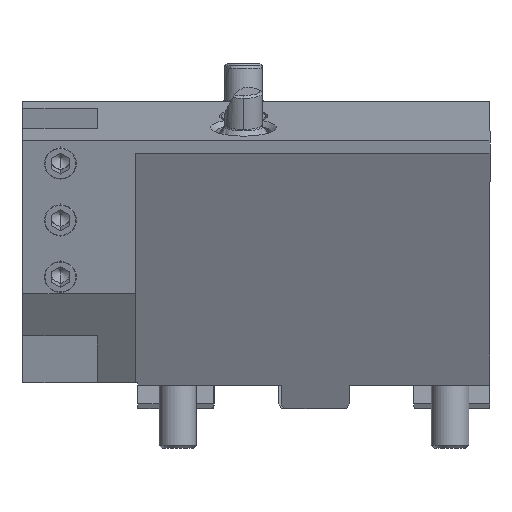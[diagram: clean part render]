
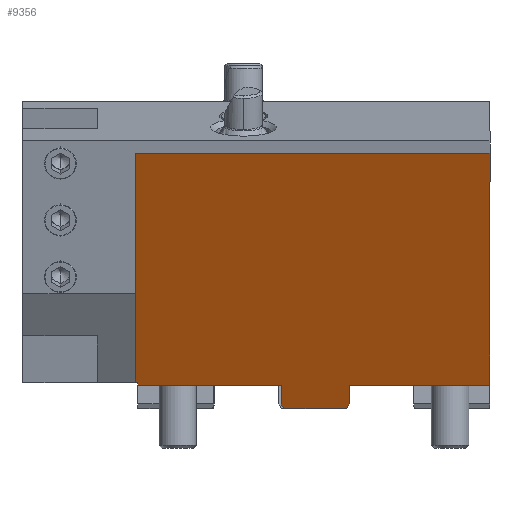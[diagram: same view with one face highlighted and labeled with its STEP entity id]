
A CAD part, front view. The second image highlights one B-rep face of the part: STEP entity #9356.
In plain terms, the highlighted planar face has unit normal (0, -0.883, -0.469).
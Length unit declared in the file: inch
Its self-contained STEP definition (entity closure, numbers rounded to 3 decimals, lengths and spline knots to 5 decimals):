
#82 = ORIENTED_EDGE ( 'NONE', *, *, #10663, .F. ) ;
#823 = CARTESIAN_POINT ( 'NONE',  ( -1.85039, -1.71063, 0. ) ) ;
#852 = LINE ( 'NONE', #17542, #6643 ) ;
#1362 = CARTESIAN_POINT ( 'NONE',  ( 2.06693, -2.74454, 1.9445 ) ) ;
#1408 = VERTEX_POINT ( 'NONE', #3225 ) ;
#2114 = DIRECTION ( 'NONE',  ( 0., -0.469, 0.883 ) ) ;
#2185 = CARTESIAN_POINT ( 'NONE',  ( -0.90551, -2.74454, 1.9445 ) ) ;
#2417 = VECTOR ( 'NONE', #3294, 39.37008 ) ;
#2562 = VECTOR ( 'NONE', #14021, 39.37008 ) ;
#2859 = EDGE_CURVE ( 'NONE', #1408, #14731, #10660, .T. ) ;
#3014 = CARTESIAN_POINT ( 'NONE',  ( 0.33769, -1.60596, -0.19685 ) ) ;
#3175 = DIRECTION ( 'NONE',  ( 0., -0.469, 0.883 ) ) ;
#3193 = EDGE_CURVE ( 'NONE', #6503, #15391, #10743, .T. ) ;
#3225 = CARTESIAN_POINT ( 'NONE',  ( 0.88563, -1.6269, -0.15748 ) ) ;
#3294 = DIRECTION ( 'NONE',  ( 1., 0., 0. ) ) ;
#3388 = CARTESIAN_POINT ( 'NONE',  ( -0.90551, -1.71063, 0. ) ) ;
#3617 = ORIENTED_EDGE ( 'NONE', *, *, #5704, .F. ) ;
#3771 = CARTESIAN_POINT ( 'NONE',  ( -0.90551, -1.71063, 0. ) ) ;
#3910 = CARTESIAN_POINT ( 'NONE',  ( 0.31496, -1.6269, -0.15748 ) ) ;
#3915 = CARTESIAN_POINT ( 'NONE',  ( 0.31496, -1.71063, 0. ) ) ;
#4360 = ORIENTED_EDGE ( 'NONE', *, *, #14620, .F. ) ;
#4467 = VECTOR ( 'NONE', #11050, 39.37008 ) ;
#4823 = VECTOR ( 'NONE', #2114, 39.37008 ) ;
#4950 = EDGE_CURVE ( 'NONE', #6055, #9745, #15743, .T. ) ;
#5317 = CARTESIAN_POINT ( 'NONE',  ( 0.33769, -1.60596, -0.19685 ) ) ;
#5505 = VECTOR ( 'NONE', #9828, 39.37008 ) ;
#5563 = ORIENTED_EDGE ( 'NONE', *, *, #2859, .F. ) ;
#5704 = EDGE_CURVE ( 'NONE', #7508, #6055, #852, .T. ) ;
#5867 = ORIENTED_EDGE ( 'NONE', *, *, #4950, .F. ) ;
#5961 = VERTEX_POINT ( 'NONE', #13534 ) ;
#6049 = CARTESIAN_POINT ( 'NONE',  ( 0.31496, -1.71063, 0. ) ) ;
#6055 = VERTEX_POINT ( 'NONE', #18831 ) ;
#6503 = VERTEX_POINT ( 'NONE', #2185 ) ;
#6643 = VECTOR ( 'NONE', #15664, 39.37008 ) ;
#6858 = CARTESIAN_POINT ( 'NONE',  ( -0.90551, -1.60596, -0.19685 ) ) ;
#7081 = VERTEX_POINT ( 'NONE', #12489 ) ;
#7154 = VECTOR ( 'NONE', #12456, 39.37008 ) ;
#7490 = ORIENTED_EDGE ( 'NONE', *, *, #17241, .T. ) ;
#7508 = VERTEX_POINT ( 'NONE', #3915 ) ;
#8453 = DIRECTION ( 'NONE',  ( 0., -0.469, 0.883 ) ) ;
#8581 = DIRECTION ( 'NONE',  ( 0., 0.469, -0.883 ) ) ;
#8642 = LINE ( 'NONE', #6858, #5505 ) ;
#8924 = LINE ( 'NONE', #12195, #9552 ) ;
#9356 = ADVANCED_FACE ( 'NONE', ( #16014 ), #17400, .F. ) ;
#9552 = VECTOR ( 'NONE', #11892, 39.37008 ) ;
#9745 = VERTEX_POINT ( 'NONE', #17677 ) ;
#9828 = DIRECTION ( 'NONE',  ( -1., 0., 0. ) ) ;
#9830 = DIRECTION ( 'NONE',  ( 0., 0.883, 0.469 ) ) ;
#9889 = VECTOR ( 'NONE', #3175, 39.37008 ) ;
#9924 = VERTEX_POINT ( 'NONE', #3910 ) ;
#9967 = LINE ( 'NONE', #11447, #14610 ) ;
#10122 = CARTESIAN_POINT ( 'NONE',  ( -0.88583, -1.71063, 0. ) ) ;
#10660 = LINE ( 'NONE', #16735, #7154 ) ;
#10663 = EDGE_CURVE ( 'NONE', #14731, #16790, #8642, .T. ) ;
#10743 = LINE ( 'NONE', #16814, #2417 ) ;
#11050 = DIRECTION ( 'NONE',  ( 1., 0., 0. ) ) ;
#11447 = CARTESIAN_POINT ( 'NONE',  ( 0.88563, -1.71063, 0. ) ) ;
#11508 = ORIENTED_EDGE ( 'NONE', *, *, #18763, .F. ) ;
#11892 = DIRECTION ( 'NONE',  ( 1., 0., 0. ) ) ;
#12195 = CARTESIAN_POINT ( 'NONE',  ( -1.85039, -1.7211, 0.01969 ) ) ;
#12379 = ORIENTED_EDGE ( 'NONE', *, *, #19026, .T. ) ;
#12456 = DIRECTION ( 'NONE',  ( -0.454, 0.418, -0.787 ) ) ;
#12489 = CARTESIAN_POINT ( 'NONE',  ( 2.06693, -1.71063, 0. ) ) ;
#12621 = CARTESIAN_POINT ( 'NONE',  ( 2.06693, -2.74454, 1.9445 ) ) ;
#12673 = VECTOR ( 'NONE', #15154, 39.37008 ) ;
#12930 = ORIENTED_EDGE ( 'NONE', *, *, #16028, .F. ) ;
#13090 = VERTEX_POINT ( 'NONE', #16335 ) ;
#13122 = EDGE_CURVE ( 'NONE', #5961, #6503, #18118, .T. ) ;
#13137 = ORIENTED_EDGE ( 'NONE', *, *, #13122, .F. ) ;
#13151 = AXIS2_PLACEMENT_3D ( 'NONE', #3771, #9830, #8453 ) ;
#13526 = DIRECTION ( 'NONE',  ( 0., -0.469, 0.883 ) ) ;
#13527 = ORIENTED_EDGE ( 'NONE', *, *, #3193, .F. ) ;
#13534 = CARTESIAN_POINT ( 'NONE',  ( -0.90551, -1.7211, 0.01969 ) ) ;
#13880 = VECTOR ( 'NONE', #13526, 39.37008 ) ;
#14021 = DIRECTION ( 'NONE',  ( 0., 0.469, -0.883 ) ) ;
#14428 = LINE ( 'NONE', #823, #4467 ) ;
#14610 = VECTOR ( 'NONE', #8581, 39.37008 ) ;
#14620 = EDGE_CURVE ( 'NONE', #16790, #9924, #16642, .T. ) ;
#14731 = VERTEX_POINT ( 'NONE', #17036 ) ;
#15154 = DIRECTION ( 'NONE',  ( -0.454, -0.418, 0.787 ) ) ;
#15391 = VERTEX_POINT ( 'NONE', #1362 ) ;
#15664 = DIRECTION ( 'NONE',  ( -1., 0., 0. ) ) ;
#15743 = LINE ( 'NONE', #10122, #4823 ) ;
#16014 = FACE_OUTER_BOUND ( 'NONE', #18020, .T. ) ;
#16028 = EDGE_CURVE ( 'NONE', #13090, #1408, #9967, .T. ) ;
#16335 = CARTESIAN_POINT ( 'NONE',  ( 0.88563, -1.71063, 0. ) ) ;
#16642 = LINE ( 'NONE', #3014, #12673 ) ;
#16735 = CARTESIAN_POINT ( 'NONE',  ( 0.88563, -1.6269, -0.15748 ) ) ;
#16790 = VERTEX_POINT ( 'NONE', #5317 ) ;
#16814 = CARTESIAN_POINT ( 'NONE',  ( -0.90551, -2.74454, 1.9445 ) ) ;
#17036 = CARTESIAN_POINT ( 'NONE',  ( 0.8629, -1.60596, -0.19685 ) ) ;
#17241 = EDGE_CURVE ( 'NONE', #13090, #7081, #14428, .T. ) ;
#17400 = PLANE ( 'NONE',  #13151 ) ;
#17486 = EDGE_CURVE ( 'NONE', #9924, #7508, #18201, .T. ) ;
#17500 = ORIENTED_EDGE ( 'NONE', *, *, #17486, .F. ) ;
#17542 = CARTESIAN_POINT ( 'NONE',  ( -0.90551, -1.71063, 0. ) ) ;
#17677 = CARTESIAN_POINT ( 'NONE',  ( -0.88583, -1.7211, 0.01969 ) ) ;
#18020 = EDGE_LOOP ( 'NONE', ( #3617, #17500, #4360, #82, #5563, #12930, #7490, #11508, #13527, #13137, #12379, #5867 ) ) ;
#18118 = LINE ( 'NONE', #3388, #13880 ) ;
#18201 = LINE ( 'NONE', #6049, #9889 ) ;
#18763 = EDGE_CURVE ( 'NONE', #15391, #7081, #18814, .T. ) ;
#18814 = LINE ( 'NONE', #12621, #2562 ) ;
#18831 = CARTESIAN_POINT ( 'NONE',  ( -0.88583, -1.71063, 0. ) ) ;
#19026 = EDGE_CURVE ( 'NONE', #5961, #9745, #8924, .T. ) ;
